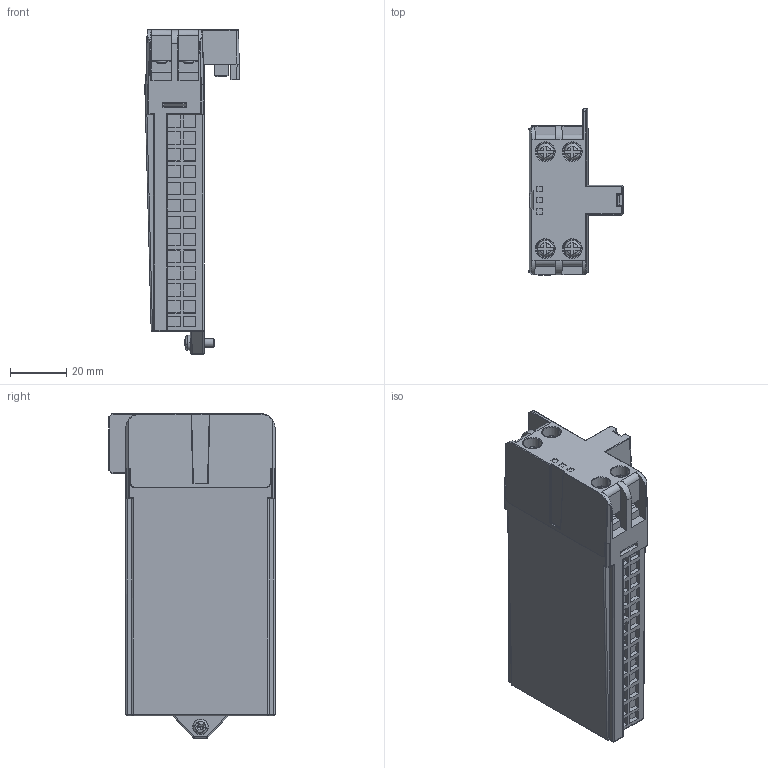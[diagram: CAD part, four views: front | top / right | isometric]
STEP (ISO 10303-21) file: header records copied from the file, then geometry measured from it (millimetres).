
FILE_DESCRIPTION (( 'STEP AP214' ), '1' );
FILE_NAME ('OUTSIDE-PS9Z-6RMn.STEP', '2015-11-06T07:31:08', ( '' ), ( '' ), 'SwSTEP 2.0', 'SolidWorks 2012', '' );
FILE_SCHEMA (( 'AUTOMOTIVE_DESIGN' ));
Length unit declared in the file: millimetre
Products named in the file (1): OUTSIDE-PS9Z-6RMn
Bounding box: 33.58 x 59 x 115.2 mm (x, y, z)
Volume: 105110.5 mm3; surface area: 23474.7 mm2
Topology: 1 solids, 1 shells, 851 faces, 2190 edges, 1390 vertices
Faces by surface type: plane 556, cylinder 176, bspline 91, cone 28
Entity records: 27031 total; most frequent: CARTESIAN_POINT 7027, ORIENTED_EDGE 4358, DIRECTION 3829, EDGE_CURVE 2179, VECTOR 1567, LINE 1567, VERTEX_POINT 1390, AXIS2_PLACEMENT_3D 1131
